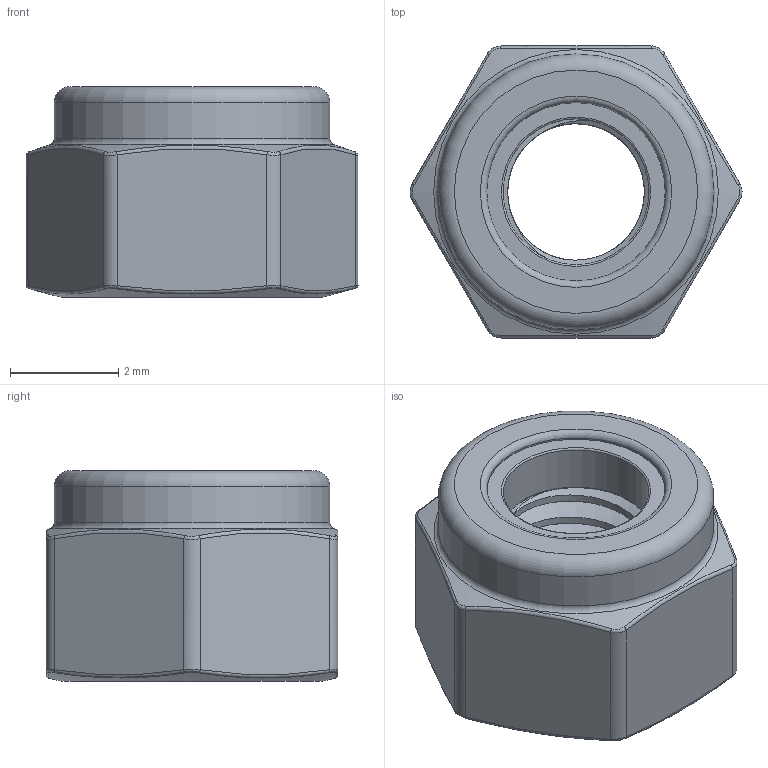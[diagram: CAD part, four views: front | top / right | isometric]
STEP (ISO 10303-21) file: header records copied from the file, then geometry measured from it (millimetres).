
FILE_DESCRIPTION(/* description */ (''),/* implementation_level */ '2;1');
FILE_NAME(/* name */ 'M3 Nyloc Nut.step',/* time_stamp */ '2022-06-13T15:12:22+02:00',/* author */ (''),/* organization */ (''),/* preprocessor_version */ 'ST-DEVELOPER v19',/* originating_system */ 'Autodesk Translation Framework v11.7.0.108',/* authorisation */ '');
FILE_SCHEMA (('AUTOMOTIVE_DESIGN { 1 0 10303 214 3 1 1 }'));
Length unit declared in the file: millimetre
Products named in the file (1): M3 Nyloc Nut
Bounding box: 6.14 x 5.4 x 3.9 mm (x, y, z)
Volume: 68.8 mm3; surface area: 175.3 mm2
Topology: 2 solids, 2 shells, 68 faces, 162 edges, 99 vertices
Faces by surface type: cylinder 24, torus 17, bspline 14, plane 11, sphere 2
Full cylindrical faces by diameter (mm): 2.529 x4, 2.7 x1, 3.086 x1, 3.3 x2, 5.1 x1
Entity records: 3254 total; most frequent: CARTESIAN_POINT 1719, ORIENTED_EDGE 324, DIRECTION 292, EDGE_CURVE 162, AXIS2_PLACEMENT_3D 132, VERTEX_POINT 99, CIRCLE 77, EDGE_LOOP 73
